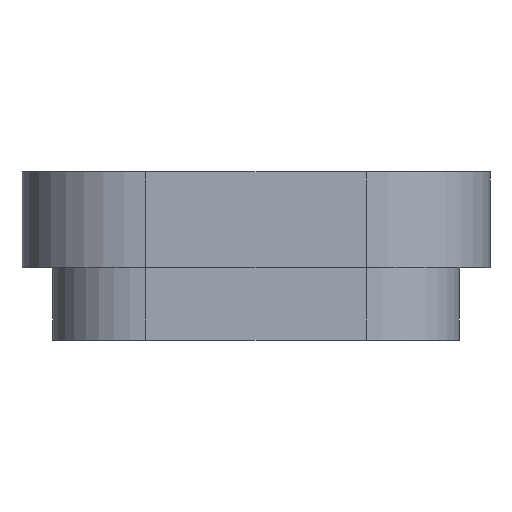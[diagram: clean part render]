
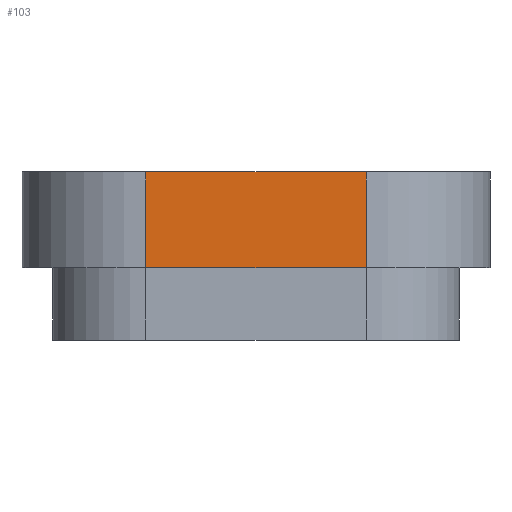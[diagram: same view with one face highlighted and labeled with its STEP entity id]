
A CAD part, left-side view. The second image highlights one B-rep face of the part: STEP entity #103.
In plain terms, the highlighted planar face has unit normal (-1, 0, 0).
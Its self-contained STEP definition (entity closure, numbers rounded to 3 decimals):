
#103=ADVANCED_FACE('',(#336),#337,.F.);
#336=FACE_OUTER_BOUND('',#744,.T.);
#337=PLANE('',#745);
#744=EDGE_LOOP('',(#1317,#1318,#1319,#1320));
#745=AXIS2_PLACEMENT_3D('',#1321,#1322,#1323);
#1317=ORIENTED_EDGE('',*,*,#2700,.F.);
#1318=ORIENTED_EDGE('',*,*,#2704,.F.);
#1319=ORIENTED_EDGE('',*,*,#2705,.T.);
#1320=ORIENTED_EDGE('',*,*,#2706,.T.);
#1321=CARTESIAN_POINT('',(-114.85,21.35,17.55));
#1322=DIRECTION('',(1.0,0.0,0.0));
#1323=DIRECTION('',(0.0,-1.0,0.0));
#2700=EDGE_CURVE('',#3230,#3232,#3233,.T.);
#2704=EDGE_CURVE('',#3239,#3230,#3240,.T.);
#2705=EDGE_CURVE('',#3239,#3241,#3242,.T.);
#2706=EDGE_CURVE('',#3241,#3232,#3243,.T.);
#3230=VERTEX_POINT('',#4044);
#3232=VERTEX_POINT('',#4047);
#3233=LINE('',#4048,#4049);
#3239=VERTEX_POINT('',#4058);
#3240=LINE('',#4059,#4060);
#3241=VERTEX_POINT('',#4061);
#3242=LINE('',#4062,#4063);
#3243=LINE('',#4064,#4065);
#4044=CARTESIAN_POINT('',(-114.85,21.35,-2.45));
#4047=CARTESIAN_POINT('',(-114.85,67.35,-2.45));
#4048=CARTESIAN_POINT('',(-114.85,21.35,-2.45));
#4049=VECTOR('',#4957,1000.0);
#4058=CARTESIAN_POINT('',(-114.85,21.35,17.55));
#4059=CARTESIAN_POINT('',(-114.85,21.35,17.55));
#4060=VECTOR('',#4961,1000.0);
#4061=CARTESIAN_POINT('',(-114.85,67.35,17.55));
#4062=CARTESIAN_POINT('',(-114.85,21.35,17.55));
#4063=VECTOR('',#4962,1000.0);
#4064=CARTESIAN_POINT('',(-114.85,67.35,17.55));
#4065=VECTOR('',#4963,1000.0);
#4957=DIRECTION('',(0.0,1.0,0.0));
#4961=DIRECTION('',(0.0,0.0,-1.0));
#4962=DIRECTION('',(0.0,1.0,0.0));
#4963=DIRECTION('',(0.0,0.0,-1.0));
